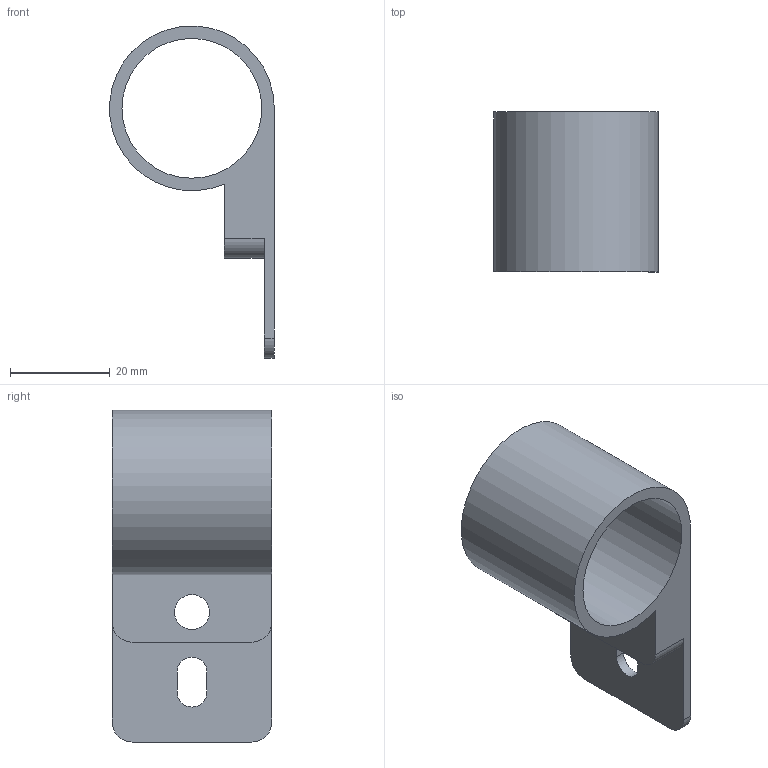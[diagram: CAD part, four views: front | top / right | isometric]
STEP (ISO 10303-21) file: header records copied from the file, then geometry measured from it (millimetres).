
FILE_DESCRIPTION(/* description */ ('Spona '),/* implementation_level */ '2;1');
FILE_NAME(/* name */ '350014.stp',/* time_stamp */ '2019-04-13T12:42:48+02:00',/* author */ ('Fiala'),/* organization */ ('Alutec K&K'),/* preprocessor_version */ 'ST-DEVELOPER v17',/* originating_system */ 'Autodesk Inventor 2018',/* authorisation */ '');
FILE_SCHEMA (('AUTOMOTIVE_DESIGN { 1 0 10303 214 3 1 1 }'));
Length unit declared in the file: millimetre
Products named in the file (1): 4721-154-350014
Bounding box: 32.96 x 32 x 66.49 mm (x, y, z)
Volume: 14486.1 mm3; surface area: 9535.8 mm2
Topology: 1 solids, 1 shells, 18 faces, 50 edges, 34 vertices
Faces by surface type: cylinder 9, plane 9
Full cylindrical faces by diameter (mm): 7 x1, 28 x1
Entity records: 641 total; most frequent: DIRECTION 108, CARTESIAN_POINT 103, ORIENTED_EDGE 100, EDGE_CURVE 50, AXIS2_PLACEMENT_3D 39, VERTEX_POINT 34, LINE 30, VECTOR 30
